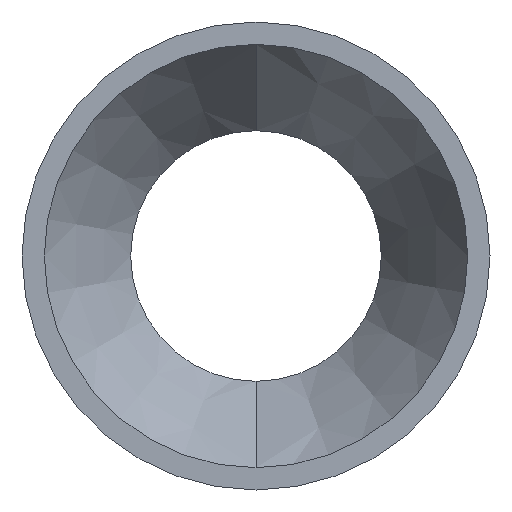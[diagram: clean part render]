
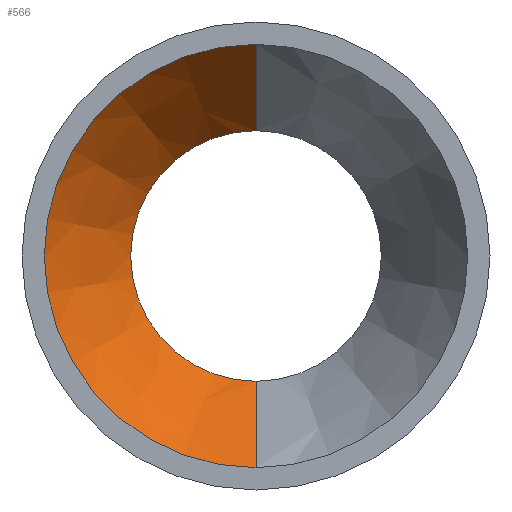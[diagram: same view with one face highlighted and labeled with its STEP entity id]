
A CAD part, front view. The second image highlights one B-rep face of the part: STEP entity #566.
In plain terms, the highlighted conical face has half-angle 30.256 degrees and reference radius 3.8 mm.
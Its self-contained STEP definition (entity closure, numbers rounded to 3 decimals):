
#4 = CARTESIAN_POINT ( 'NONE',  ( 0., -4., 3.8 ) ) ;
#16 = VERTEX_POINT ( 'NONE', #4 ) ;
#28 = CARTESIAN_POINT ( 'NONE',  ( 0., -4., 0. ) ) ;
#59 = DIRECTION ( 'NONE',  ( 0., -0.864, 0.504 ) ) ;
#66 = ORIENTED_EDGE ( 'NONE', *, *, #518, .F. ) ;
#97 = EDGE_CURVE ( 'NONE', #624, #16, #200, .T. ) ;
#113 = DIRECTION ( 'NONE',  ( 0., -1., 0. ) ) ;
#118 = DIRECTION ( 'NONE',  ( 0., 1., 0. ) ) ;
#151 = CARTESIAN_POINT ( 'NONE',  ( 0., -1.343, 0. ) ) ;
#183 = FACE_OUTER_BOUND ( 'NONE', #350, .T. ) ;
#190 = CIRCLE ( 'NONE', #479, 3.8 ) ;
#200 = LINE ( 'NONE', #347, #374 ) ;
#201 = ORIENTED_EDGE ( 'NONE', *, *, #97, .T. ) ;
#214 = DIRECTION ( 'NONE',  ( 0., 0., -1. ) ) ;
#252 = DIRECTION ( 'NONE',  ( 0., 0., 1. ) ) ;
#262 = DIRECTION ( 'NONE',  ( 0., -0.864, -0.504 ) ) ;
#263 = VERTEX_POINT ( 'NONE', #285 ) ;
#269 = CARTESIAN_POINT ( 'NONE',  ( 0., -1.343, 2.25 ) ) ;
#285 = CARTESIAN_POINT ( 'NONE',  ( 0., -4., -3.8 ) ) ;
#307 = CARTESIAN_POINT ( 'NONE',  ( 0., -4., -3.8 ) ) ;
#314 = CONICAL_SURFACE ( 'NONE', #579, 3.8, 0.528 ) ;
#346 = EDGE_CURVE ( 'NONE', #425, #624, #466, .T. ) ;
#347 = CARTESIAN_POINT ( 'NONE',  ( 0., -4., 3.8 ) ) ;
#348 = VECTOR ( 'NONE', #262, 1000. ) ;
#350 = EDGE_LOOP ( 'NONE', ( #438, #201, #373, #66 ) ) ;
#373 = ORIENTED_EDGE ( 'NONE', *, *, #490, .F. ) ;
#374 = VECTOR ( 'NONE', #59, 1000. ) ;
#425 = VERTEX_POINT ( 'NONE', #460 ) ;
#438 = ORIENTED_EDGE ( 'NONE', *, *, #346, .T. ) ;
#460 = CARTESIAN_POINT ( 'NONE',  ( 0., -1.343, -2.25 ) ) ;
#466 = CIRCLE ( 'NONE', #551, 2.25 ) ;
#468 = LINE ( 'NONE', #307, #348 ) ;
#479 = AXIS2_PLACEMENT_3D ( 'NONE', #28, #118, #613 ) ;
#490 = EDGE_CURVE ( 'NONE', #263, #16, #190, .T. ) ;
#518 = EDGE_CURVE ( 'NONE', #425, #263, #468, .T. ) ;
#551 = AXIS2_PLACEMENT_3D ( 'NONE', #151, #599, #252 ) ;
#566 = ADVANCED_FACE ( 'NONE', ( #183 ), #314, .F. ) ;
#579 = AXIS2_PLACEMENT_3D ( 'NONE', #608, #113, #214 ) ;
#599 = DIRECTION ( 'NONE',  ( 0., 1., 0. ) ) ;
#608 = CARTESIAN_POINT ( 'NONE',  ( 0., -4., 0. ) ) ;
#613 = DIRECTION ( 'NONE',  ( 0., 0., 1. ) ) ;
#624 = VERTEX_POINT ( 'NONE', #269 ) ;
